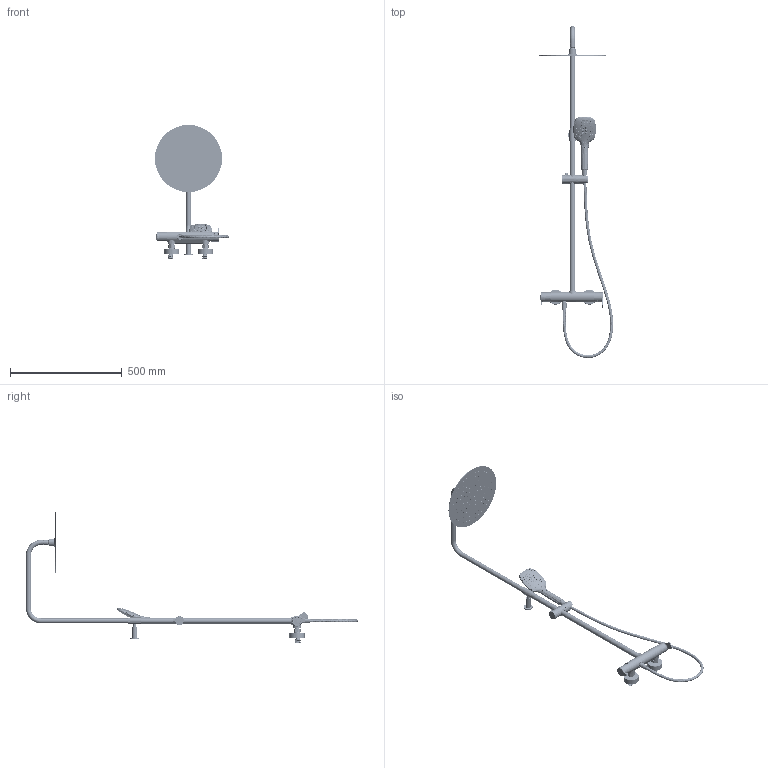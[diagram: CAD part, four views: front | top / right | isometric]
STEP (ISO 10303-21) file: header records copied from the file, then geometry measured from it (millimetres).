
FILE_DESCRIPTION (( 'STEP AP203' ), '1' );
FILE_NAME ('94DP11955.STEP', '2025-09-02T10:17:23', ( '' ), ( '' ), 'SwSTEP 2.0', 'SolidWorks 2021', '' );
FILE_SCHEMA (( 'CONFIG_CONTROL_DESIGN' ));
Products named in the file (1): 94DP11955
Bounding box: 331.41 x 1482.8 x 599.45 mm (x, y, z)
Volume: 1277733.2 mm3; surface area: 769137.9 mm2
Topology: 31 solids, 31 shells, 4800 faces, 12419 edges, 8088 vertices
Faces by surface type: bspline 2283, cylinder 1064, plane 1060, cone 334, torus 40, sphere 19
Full cylindrical faces by diameter (mm): 1 x132, 1.7 x2, 2 x1, 2.3 x1, 3.1 x50, 3.3 x2, 3.6 x50, 4 x3, 4.4 x50, 4.5 x1, 5 x133, 6.2 x1, 6.8 x1, 8.9 x1, 9 x1, 9.5 x3, 10 x2, 10.5 x1, 11 x1, 11.6 x1, 12.45 x1, 12.5 x1, 12.8 x1, 13.4 x1, 13.8 x1, 14 x2, 14.5 x1, 15 x5, 15.2 x1, 16 x2
Entity records: 444009 total; most frequent: CARTESIAN_POINT 356687, ORIENTED_EDGE 21750, EDGE_CURVE 10875, DIRECTION 9941, VERTEX_POINT 7550, B_SPLINE_CURVE_WITH_KNOTS 7045, EDGE_LOOP 6473, FACE_OUTER_BOUND 5443
